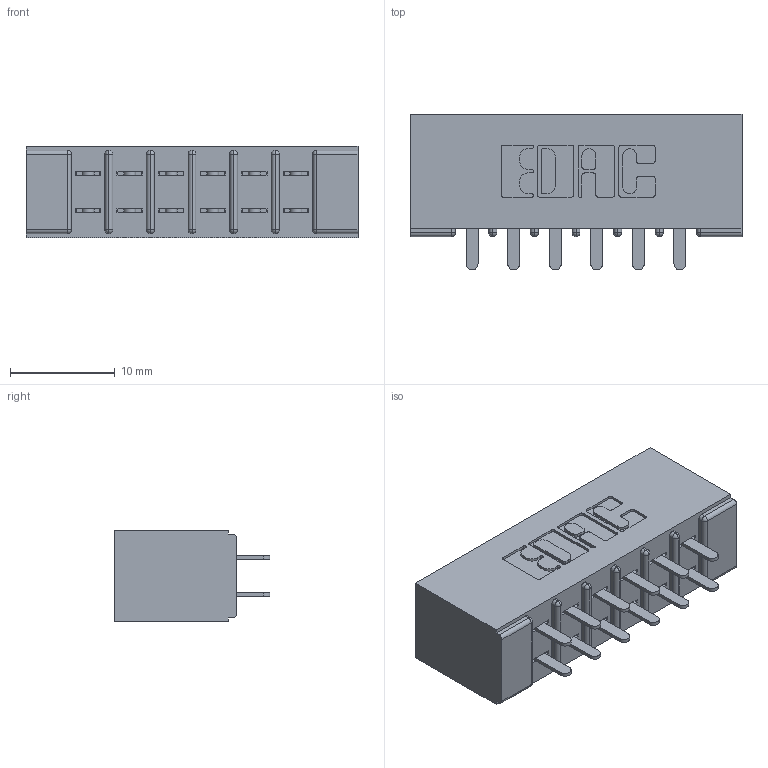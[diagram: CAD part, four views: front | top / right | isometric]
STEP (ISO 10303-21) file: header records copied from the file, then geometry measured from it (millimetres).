
FILE_DESCRIPTION (( 'STEP AP203' ), '1' );
FILE_NAME ('355-012-521-201.STEP', '2019-09-11T00:44:35', ( '' ), ( '' ), 'SwSTEP 2.0', 'SolidWorks 2016', '' );
FILE_SCHEMA (( 'CONFIG_CONTROL_DESIGN' ));
Length unit declared in the file: inch
Products named in the file (3): 305 Part_No Mounting; 355-012-521-201; 305-290-001_521
Assembly tree (13 placements, depth 2):
  355-012-521-201
    305 Part_No Mounting
    305-290-001_521  x12
Bounding box: 31.65 x 14.86 x 8.71 mm (x, y, z)
Volume: 2184.9 mm3; surface area: 3710 mm2
Topology: 13 solids, 13 shells, 660 faces, 1870 edges, 1212 vertices
Faces by surface type: plane 388, cylinder 248, sphere 24
Entity records: 10481 total; most frequent: CARTESIAN_POINT 1732, ORIENTED_EDGE 1712, DIRECTION 1702, EDGE_CURVE 856, LINE 658, VECTOR 658, VERTEX_POINT 552, AXIS2_PLACEMENT_3D 522
